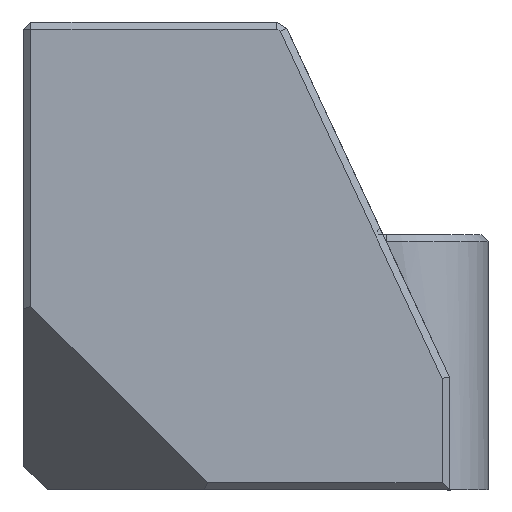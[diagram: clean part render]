
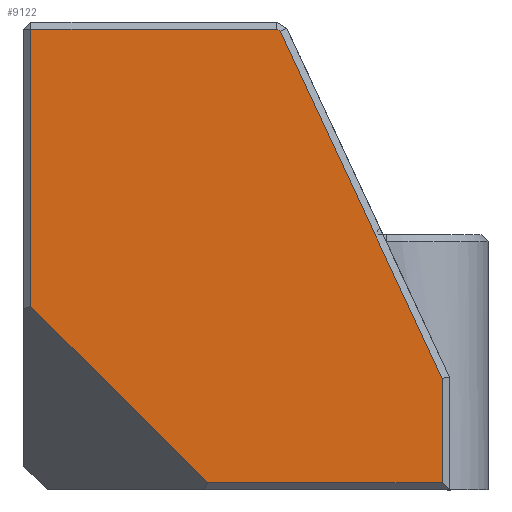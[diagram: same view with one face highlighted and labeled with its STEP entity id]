
A CAD part, front view. The second image highlights one B-rep face of the part: STEP entity #9122.
In plain terms, the highlighted planar face has unit normal (0, -1, 0).
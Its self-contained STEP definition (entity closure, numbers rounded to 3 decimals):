
#959 = PLANE('',#960);
#960 = AXIS2_PLACEMENT_3D('',#961,#962,#963);
#961 = CARTESIAN_POINT('',(7.,-39.85,0.15));
#962 = DIRECTION('',(0.,-0.707,-0.707)
  );
#963 = DIRECTION('',(1.,0.,0.));
#987 = PLANE('',#988);
#988 = AXIS2_PLACEMENT_3D('',#989,#990,#991);
#989 = CARTESIAN_POINT('',(-8.232,-37.5,1.768));
#990 = DIRECTION('',(0.5,0.707,0.5));
#991 = DIRECTION('',(0.707,0.,-0.707)
  );
#1649 = PLANE('',#1650);
#1650 = AXIS2_PLACEMENT_3D('',#1651,#1652,#1653);
#1651 = CARTESIAN_POINT('',(-10.85,-39.85,8.071));
#1652 = DIRECTION('',(-0.707,-0.707,0.
    ));
#1653 = DIRECTION('',(0.,0.,-1.));
#2317 = PLANE('',#2318);
#2318 = AXIS2_PLACEMENT_3D('',#2319,#2320,#2321);
#2319 = CARTESIAN_POINT('',(0.,-39.85,19.65));
#2320 = DIRECTION('',(0.,0.707,-0.707)
  );
#2321 = DIRECTION('',(1.,0.,0.));
#2519 = PLANE('',#2520);
#2520 = AXIS2_PLACEMENT_3D('',#2521,#2522,#2523);
#2521 = CARTESIAN_POINT('',(-0.3,-40.,19.5));
#2522 = DIRECTION('',(0.411,-0.645,0.645));
#2523 = DIRECTION('',(0.843,0.,-0.537)
  );
#4271 = PLANE('',#4272);
#4272 = AXIS2_PLACEMENT_3D('',#4273,#4274,#4275);
#4273 = CARTESIAN_POINT('',(6.864,-39.85,4.725));
#4274 = DIRECTION('',(0.641,-0.707,0.299));
#4275 = DIRECTION('',(-0.423,0.,0.906)
  );
#4991 = PLANE('',#4992);
#4992 = AXIS2_PLACEMENT_3D('',#4993,#4994,#4995);
#4993 = CARTESIAN_POINT('',(6.85,-39.85,0.));
#4994 = DIRECTION('',(0.707,-0.707,0.)
  );
#4995 = DIRECTION('',(0.,0.,1.));
#5078 = VERTEX_POINT('',#5079);
#5079 = CARTESIAN_POINT('',(6.7,-40.,0.3));
#5102 = VERTEX_POINT('',#5103);
#5103 = CARTESIAN_POINT('',(-3.229,-40.,0.3));
#5124 = EDGE_CURVE('',#5078,#5102,#5125,.T.);
#5125 = SURFACE_CURVE('',#5126,(#5130,#5137),.PCURVE_S1.);
#5126 = LINE('',#5127,#5128);
#5127 = CARTESIAN_POINT('',(7.,-40.,0.3));
#5128 = VECTOR('',#5129,1.);
#5129 = DIRECTION('',(-1.,0.,0.));
#5130 = PCURVE('',#959,#5131);
#5131 = DEFINITIONAL_REPRESENTATION('',(#5132),#5136);
#5132 = LINE('',#5133,#5134);
#5133 = CARTESIAN_POINT('',(-0.,0.212));
#5134 = VECTOR('',#5135,1.);
#5135 = DIRECTION('',(-1.,0.));
#5136 = ( GEOMETRIC_REPRESENTATION_CONTEXT(2) 
PARAMETRIC_REPRESENTATION_CONTEXT() REPRESENTATION_CONTEXT('2D SPACE',''
  ) );
#5137 = PCURVE('',#5138,#5143);
#5138 = PLANE('',#5139);
#5139 = AXIS2_PLACEMENT_3D('',#5140,#5141,#5142);
#5140 = CARTESIAN_POINT('',(11.,-40.,0.));
#5141 = DIRECTION('',(0.,-1.,0.));
#5142 = DIRECTION('',(-1.,0.,0.));
#5143 = DEFINITIONAL_REPRESENTATION('',(#5144),#5148);
#5144 = LINE('',#5145,#5146);
#5145 = CARTESIAN_POINT('',(4.,-0.3));
#5146 = VECTOR('',#5147,1.);
#5147 = DIRECTION('',(1.,0.));
#5148 = ( GEOMETRIC_REPRESENTATION_CONTEXT(2) 
PARAMETRIC_REPRESENTATION_CONTEXT() REPRESENTATION_CONTEXT('2D SPACE',''
  ) );
#5203 = EDGE_CURVE('',#5102,#5204,#5206,.T.);
#5204 = VERTEX_POINT('',#5205);
#5205 = CARTESIAN_POINT('',(-10.7,-40.,7.771));
#5206 = SURFACE_CURVE('',#5207,(#5211,#5218),.PCURVE_S1.);
#5207 = LINE('',#5208,#5209);
#5208 = CARTESIAN_POINT('',(-6.464,-40.,3.536));
#5209 = VECTOR('',#5210,1.);
#5210 = DIRECTION('',(-0.707,0.,0.707));
#5211 = PCURVE('',#987,#5212);
#5212 = DEFINITIONAL_REPRESENTATION('',(#5213),#5217);
#5213 = LINE('',#5214,#5215);
#5214 = CARTESIAN_POINT('',(-0.,-3.536));
#5215 = VECTOR('',#5216,1.);
#5216 = DIRECTION('',(-1.,0.));
#5217 = ( GEOMETRIC_REPRESENTATION_CONTEXT(2) 
PARAMETRIC_REPRESENTATION_CONTEXT() REPRESENTATION_CONTEXT('2D SPACE',''
  ) );
#5218 = PCURVE('',#5138,#5219);
#5219 = DEFINITIONAL_REPRESENTATION('',(#5220),#5224);
#5220 = LINE('',#5221,#5222);
#5221 = CARTESIAN_POINT('',(17.464,-3.536));
#5222 = VECTOR('',#5223,1.);
#5223 = DIRECTION('',(0.707,-0.707));
#5224 = ( GEOMETRIC_REPRESENTATION_CONTEXT(2) 
PARAMETRIC_REPRESENTATION_CONTEXT() REPRESENTATION_CONTEXT('2D SPACE',''
  ) );
#5880 = VERTEX_POINT('',#5881);
#5881 = CARTESIAN_POINT('',(-10.7,-40.,19.5));
#5907 = EDGE_CURVE('',#5204,#5880,#5908,.T.);
#5908 = SURFACE_CURVE('',#5909,(#5913,#5920),.PCURVE_S1.);
#5909 = LINE('',#5910,#5911);
#5910 = CARTESIAN_POINT('',(-10.7,-40.,8.071));
#5911 = VECTOR('',#5912,1.);
#5912 = DIRECTION('',(0.,0.,1.));
#5913 = PCURVE('',#1649,#5914);
#5914 = DEFINITIONAL_REPRESENTATION('',(#5915),#5919);
#5915 = LINE('',#5916,#5917);
#5916 = CARTESIAN_POINT('',(-0.,0.212));
#5917 = VECTOR('',#5918,1.);
#5918 = DIRECTION('',(-1.,0.));
#5919 = ( GEOMETRIC_REPRESENTATION_CONTEXT(2) 
PARAMETRIC_REPRESENTATION_CONTEXT() REPRESENTATION_CONTEXT('2D SPACE',''
  ) );
#5920 = PCURVE('',#5138,#5921);
#5921 = DEFINITIONAL_REPRESENTATION('',(#5922),#5926);
#5922 = LINE('',#5923,#5924);
#5923 = CARTESIAN_POINT('',(21.7,-8.071));
#5924 = VECTOR('',#5925,1.);
#5925 = DIRECTION('',(0.,-1.));
#5926 = ( GEOMETRIC_REPRESENTATION_CONTEXT(2) 
PARAMETRIC_REPRESENTATION_CONTEXT() REPRESENTATION_CONTEXT('2D SPACE',''
  ) );
#6866 = VERTEX_POINT('',#6867);
#6867 = CARTESIAN_POINT('',(-0.3,-40.,19.5));
#6910 = EDGE_CURVE('',#6866,#5880,#6911,.T.);
#6911 = SURFACE_CURVE('',#6912,(#6916,#6923),.PCURVE_S1.);
#6912 = LINE('',#6913,#6914);
#6913 = CARTESIAN_POINT('',(0.,-40.,19.5));
#6914 = VECTOR('',#6915,1.);
#6915 = DIRECTION('',(-1.,0.,0.));
#6916 = PCURVE('',#2317,#6917);
#6917 = DEFINITIONAL_REPRESENTATION('',(#6918),#6922);
#6918 = LINE('',#6919,#6920);
#6919 = CARTESIAN_POINT('',(0.,0.212));
#6920 = VECTOR('',#6921,1.);
#6921 = DIRECTION('',(-1.,0.));
#6922 = ( GEOMETRIC_REPRESENTATION_CONTEXT(2) 
PARAMETRIC_REPRESENTATION_CONTEXT() REPRESENTATION_CONTEXT('2D SPACE',''
  ) );
#6923 = PCURVE('',#5138,#6924);
#6924 = DEFINITIONAL_REPRESENTATION('',(#6925),#6929);
#6925 = LINE('',#6926,#6927);
#6926 = CARTESIAN_POINT('',(11.,-19.5));
#6927 = VECTOR('',#6928,1.);
#6928 = DIRECTION('',(1.,0.));
#6929 = ( GEOMETRIC_REPRESENTATION_CONTEXT(2) 
PARAMETRIC_REPRESENTATION_CONTEXT() REPRESENTATION_CONTEXT('2D SPACE',''
  ) );
#7045 = EDGE_CURVE('',#6866,#7046,#7048,.T.);
#7046 = VERTEX_POINT('',#7047);
#7047 = CARTESIAN_POINT('',(-0.145,-40.,19.401));
#7048 = SURFACE_CURVE('',#7049,(#7053,#7060),.PCURVE_S1.);
#7049 = LINE('',#7050,#7051);
#7050 = CARTESIAN_POINT('',(8.137,-40.,14.125));
#7051 = VECTOR('',#7052,1.);
#7052 = DIRECTION('',(0.843,0.,-0.537));
#7053 = PCURVE('',#2519,#7054);
#7054 = DEFINITIONAL_REPRESENTATION('',(#7055),#7059);
#7055 = LINE('',#7056,#7057);
#7056 = CARTESIAN_POINT('',(10.004,0.));
#7057 = VECTOR('',#7058,1.);
#7058 = DIRECTION('',(1.,0.));
#7059 = ( GEOMETRIC_REPRESENTATION_CONTEXT(2) 
PARAMETRIC_REPRESENTATION_CONTEXT() REPRESENTATION_CONTEXT('2D SPACE',''
  ) );
#7060 = PCURVE('',#5138,#7061);
#7061 = DEFINITIONAL_REPRESENTATION('',(#7062),#7066);
#7062 = LINE('',#7063,#7064);
#7063 = CARTESIAN_POINT('',(2.863,-14.125));
#7064 = VECTOR('',#7065,1.);
#7065 = DIRECTION('',(-0.843,0.537));
#7066 = ( GEOMETRIC_REPRESENTATION_CONTEXT(2) 
PARAMETRIC_REPRESENTATION_CONTEXT() REPRESENTATION_CONTEXT('2D SPACE',''
  ) );
#7094 = VERTEX_POINT('',#7095);
#7095 = CARTESIAN_POINT('',(6.7,-40.,4.722));
#7118 = EDGE_CURVE('',#7094,#7046,#7119,.T.);
#7119 = SURFACE_CURVE('',#7120,(#7124,#7131),.PCURVE_S1.);
#7120 = LINE('',#7121,#7122);
#7121 = CARTESIAN_POINT('',(6.728,-40.,4.662));
#7122 = VECTOR('',#7123,1.);
#7123 = DIRECTION('',(-0.423,0.,0.906));
#7124 = PCURVE('',#4271,#7125);
#7125 = DEFINITIONAL_REPRESENTATION('',(#7126),#7130);
#7126 = LINE('',#7127,#7128);
#7127 = CARTESIAN_POINT('',(0.,0.212));
#7128 = VECTOR('',#7129,1.);
#7129 = DIRECTION('',(1.,0.));
#7130 = ( GEOMETRIC_REPRESENTATION_CONTEXT(2) 
PARAMETRIC_REPRESENTATION_CONTEXT() REPRESENTATION_CONTEXT('2D SPACE',''
  ) );
#7131 = PCURVE('',#5138,#7132);
#7132 = DEFINITIONAL_REPRESENTATION('',(#7133),#7137);
#7133 = LINE('',#7134,#7135);
#7134 = CARTESIAN_POINT('',(4.272,-4.662));
#7135 = VECTOR('',#7136,1.);
#7136 = DIRECTION('',(0.423,-0.906));
#7137 = ( GEOMETRIC_REPRESENTATION_CONTEXT(2) 
PARAMETRIC_REPRESENTATION_CONTEXT() REPRESENTATION_CONTEXT('2D SPACE',''
  ) );
#9102 = EDGE_CURVE('',#5078,#7094,#9103,.T.);
#9103 = SURFACE_CURVE('',#9104,(#9108,#9115),.PCURVE_S1.);
#9104 = LINE('',#9105,#9106);
#9105 = CARTESIAN_POINT('',(6.7,-40.,0.));
#9106 = VECTOR('',#9107,1.);
#9107 = DIRECTION('',(0.,0.,1.));
#9108 = PCURVE('',#4991,#9109);
#9109 = DEFINITIONAL_REPRESENTATION('',(#9110),#9114);
#9110 = LINE('',#9111,#9112);
#9111 = CARTESIAN_POINT('',(0.,0.212));
#9112 = VECTOR('',#9113,1.);
#9113 = DIRECTION('',(1.,0.));
#9114 = ( GEOMETRIC_REPRESENTATION_CONTEXT(2) 
PARAMETRIC_REPRESENTATION_CONTEXT() REPRESENTATION_CONTEXT('2D SPACE',''
  ) );
#9115 = PCURVE('',#5138,#9116);
#9116 = DEFINITIONAL_REPRESENTATION('',(#9117),#9121);
#9117 = LINE('',#9118,#9119);
#9118 = CARTESIAN_POINT('',(4.3,0.));
#9119 = VECTOR('',#9120,1.);
#9120 = DIRECTION('',(0.,-1.));
#9121 = ( GEOMETRIC_REPRESENTATION_CONTEXT(2) 
PARAMETRIC_REPRESENTATION_CONTEXT() REPRESENTATION_CONTEXT('2D SPACE',''
  ) );
#9122 = ADVANCED_FACE('',(#9123),#5138,.T.);
#9123 = FACE_BOUND('',#9124,.T.);
#9124 = EDGE_LOOP('',(#9125,#9126,#9127,#9128,#9129,#9130,#9131));
#9125 = ORIENTED_EDGE('',*,*,#5203,.F.);
#9126 = ORIENTED_EDGE('',*,*,#5124,.F.);
#9127 = ORIENTED_EDGE('',*,*,#9102,.T.);
#9128 = ORIENTED_EDGE('',*,*,#7118,.T.);
#9129 = ORIENTED_EDGE('',*,*,#7045,.F.);
#9130 = ORIENTED_EDGE('',*,*,#6910,.T.);
#9131 = ORIENTED_EDGE('',*,*,#5907,.F.);
